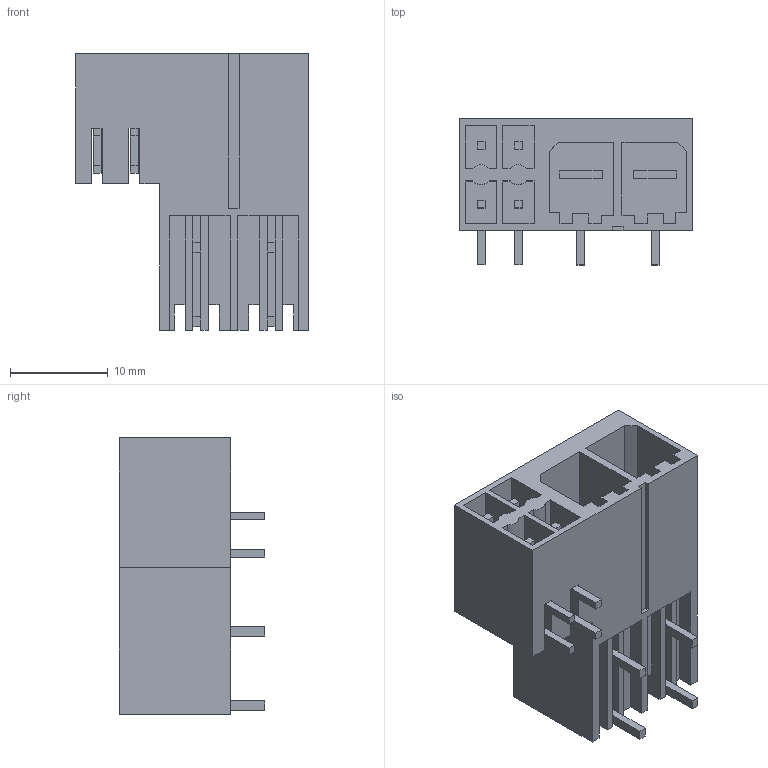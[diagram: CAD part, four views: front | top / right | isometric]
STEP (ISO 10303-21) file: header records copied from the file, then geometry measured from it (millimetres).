
FILE_DESCRIPTION(('CATIA V5R24 STEP','CAx-IF Rec.Pracs.--- Model Styling and Organization---1.2---2011-12-15'),'2;1');
FILE_NAME ('D1448421_0', '2017-05-10T10:08:06+00:00', ('Weidmueller Interface'), ('Weidmueller'), 'CATIA Version 5-6 Release 2014 SP4 HF52', 'CATIA V5 STEP AP214', 'none');
FILE_SCHEMA(('AUTOMOTIVE_DESIGN { 1 0 10303 214 1 1 1 1 }'));
Length unit declared in the file: millimetre
Products named in the file (1): 1090770000
Bounding box: 23.83 x 14.9 x 28.3 mm (x, y, z)
Volume: 3313.2 mm3; surface area: 5633.7 mm2
Topology: 7 solids, 7 shells, 269 faces, 753 edges, 503 vertices
Faces by surface type: plane 264, cylinder 5
Entity records: 8351 total; most frequent: ORIENTED_EDGE 1506, CARTESIAN_POINT 1451, DIRECTION 1141, EDGE_CURVE 753, VECTOR 741, LINE 741, VERTEX_POINT 503, EDGE_LOOP 286
